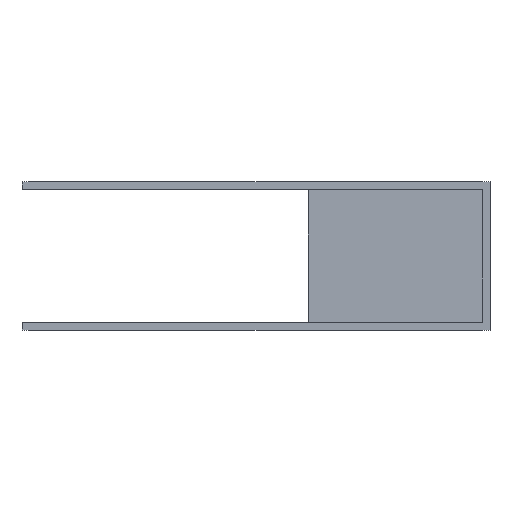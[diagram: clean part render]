
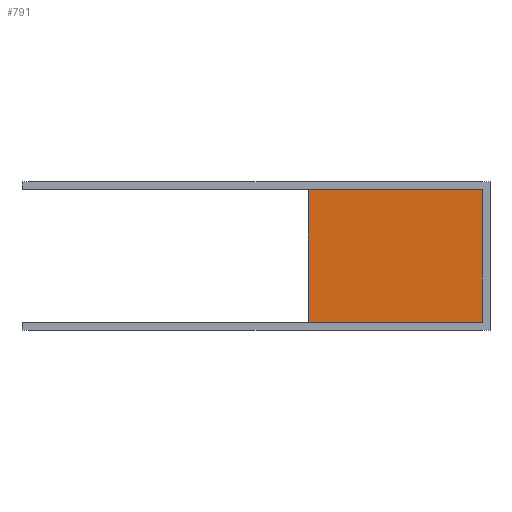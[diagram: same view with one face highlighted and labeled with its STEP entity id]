
A CAD part, top view. The second image highlights one B-rep face of the part: STEP entity #791.
In plain terms, the highlighted planar face has unit normal (0, 0, 1).
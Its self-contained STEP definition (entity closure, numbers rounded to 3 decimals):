
#32 = PLANE('',#33);
#33 = AXIS2_PLACEMENT_3D('',#34,#35,#36);
#34 = CARTESIAN_POINT('',(-870.,255.25,-15.));
#35 = DIRECTION('',(0.,1.,0.));
#36 = DIRECTION('',(0.,0.,1.));
#225 = VERTEX_POINT('',#226);
#226 = CARTESIAN_POINT('',(870.,255.25,7.5));
#240 = PLANE('',#241);
#241 = AXIS2_PLACEMENT_3D('',#242,#243,#244);
#242 = CARTESIAN_POINT('',(870.,-255.25,-15.));
#243 = DIRECTION('',(1.,0.,0.));
#244 = DIRECTION('',(0.,0.,1.));
#252 = EDGE_CURVE('',#253,#225,#255,.T.);
#253 = VERTEX_POINT('',#254);
#254 = CARTESIAN_POINT('',(200.,255.25,7.5));
#255 = SURFACE_CURVE('',#256,(#260,#266),.PCURVE_S1.);
#256 = LINE('',#257,#258);
#257 = CARTESIAN_POINT('',(-335.,255.25,7.5));
#258 = VECTOR('',#259,1.);
#259 = DIRECTION('',(1.,0.,0.));
#260 = PCURVE('',#32,#261);
#261 = DEFINITIONAL_REPRESENTATION('',(#262),#265);
#262 = B_SPLINE_CURVE_WITH_KNOTS('',1,(#263,#264),.UNSPECIFIED.,.F.,.F.,
  (2,2),(535.,1235.),.PIECEWISE_BEZIER_KNOTS.);
#263 = CARTESIAN_POINT('',(22.5,1070.));
#264 = CARTESIAN_POINT('',(22.5,1770.));
#265 = ( GEOMETRIC_REPRESENTATION_CONTEXT(2) 
PARAMETRIC_REPRESENTATION_CONTEXT() REPRESENTATION_CONTEXT('2D SPACE',''
  ) );
#266 = PCURVE('',#267,#272);
#267 = PLANE('',#268);
#268 = AXIS2_PLACEMENT_3D('',#269,#270,#271);
#269 = CARTESIAN_POINT('',(200.,-285.25,7.5));
#270 = DIRECTION('',(0.,0.,1.));
#271 = DIRECTION('',(1.,0.,0.));
#272 = DEFINITIONAL_REPRESENTATION('',(#273),#276);
#273 = B_SPLINE_CURVE_WITH_KNOTS('',1,(#274,#275),.UNSPECIFIED.,.F.,.F.,
  (2,2),(535.,1235.),.PIECEWISE_BEZIER_KNOTS.);
#274 = CARTESIAN_POINT('',(0.,540.5));
#275 = CARTESIAN_POINT('',(700.,540.5));
#276 = ( GEOMETRIC_REPRESENTATION_CONTEXT(2) 
PARAMETRIC_REPRESENTATION_CONTEXT() REPRESENTATION_CONTEXT('2D SPACE',''
  ) );
#293 = PLANE('',#294);
#294 = AXIS2_PLACEMENT_3D('',#295,#296,#297);
#295 = CARTESIAN_POINT('',(200.,-285.25,-7.5));
#296 = DIRECTION('',(1.,0.,0.));
#297 = DIRECTION('',(0.,0.,1.));
#585 = PLANE('',#586);
#586 = AXIS2_PLACEMENT_3D('',#587,#588,#589);
#587 = CARTESIAN_POINT('',(-870.,-255.25,-15.));
#588 = DIRECTION('',(0.,1.,0.));
#589 = DIRECTION('',(0.,0.,1.));
#748 = EDGE_CURVE('',#749,#253,#751,.T.);
#749 = VERTEX_POINT('',#750);
#750 = CARTESIAN_POINT('',(200.,-255.25,7.5));
#751 = SURFACE_CURVE('',#752,(#756,#763),.PCURVE_S1.);
#752 = LINE('',#753,#754);
#753 = CARTESIAN_POINT('',(200.,-285.25,7.5));
#754 = VECTOR('',#755,1.);
#755 = DIRECTION('',(0.,1.,0.));
#756 = PCURVE('',#293,#757);
#757 = DEFINITIONAL_REPRESENTATION('',(#758),#762);
#758 = LINE('',#759,#760);
#759 = CARTESIAN_POINT('',(15.,0.));
#760 = VECTOR('',#761,1.);
#761 = DIRECTION('',(0.,-1.));
#762 = ( GEOMETRIC_REPRESENTATION_CONTEXT(2) 
PARAMETRIC_REPRESENTATION_CONTEXT() REPRESENTATION_CONTEXT('2D SPACE',''
  ) );
#763 = PCURVE('',#267,#764);
#764 = DEFINITIONAL_REPRESENTATION('',(#765),#769);
#765 = LINE('',#766,#767);
#766 = CARTESIAN_POINT('',(0.,0.));
#767 = VECTOR('',#768,1.);
#768 = DIRECTION('',(0.,1.));
#769 = ( GEOMETRIC_REPRESENTATION_CONTEXT(2) 
PARAMETRIC_REPRESENTATION_CONTEXT() REPRESENTATION_CONTEXT('2D SPACE',''
  ) );
#791 = ADVANCED_FACE('',(#792),#267,.T.);
#792 = FACE_BOUND('',#793,.T.);
#793 = EDGE_LOOP('',(#794,#795,#816,#835));
#794 = ORIENTED_EDGE('',*,*,#748,.F.);
#795 = ORIENTED_EDGE('',*,*,#796,.T.);
#796 = EDGE_CURVE('',#749,#797,#799,.T.);
#797 = VERTEX_POINT('',#798);
#798 = CARTESIAN_POINT('',(870.,-255.25,7.5));
#799 = SURFACE_CURVE('',#800,(#804,#810),.PCURVE_S1.);
#800 = LINE('',#801,#802);
#801 = CARTESIAN_POINT('',(-335.,-255.25,7.5));
#802 = VECTOR('',#803,1.);
#803 = DIRECTION('',(1.,0.,0.));
#804 = PCURVE('',#267,#805);
#805 = DEFINITIONAL_REPRESENTATION('',(#806),#809);
#806 = B_SPLINE_CURVE_WITH_KNOTS('',1,(#807,#808),.UNSPECIFIED.,.F.,.F.,
  (2,2),(535.,1235.),.PIECEWISE_BEZIER_KNOTS.);
#807 = CARTESIAN_POINT('',(0.,30.));
#808 = CARTESIAN_POINT('',(700.,30.));
#809 = ( GEOMETRIC_REPRESENTATION_CONTEXT(2) 
PARAMETRIC_REPRESENTATION_CONTEXT() REPRESENTATION_CONTEXT('2D SPACE',''
  ) );
#810 = PCURVE('',#585,#811);
#811 = DEFINITIONAL_REPRESENTATION('',(#812),#815);
#812 = B_SPLINE_CURVE_WITH_KNOTS('',1,(#813,#814),.UNSPECIFIED.,.F.,.F.,
  (2,2),(535.,1235.),.PIECEWISE_BEZIER_KNOTS.);
#813 = CARTESIAN_POINT('',(22.5,1070.));
#814 = CARTESIAN_POINT('',(22.5,1770.));
#815 = ( GEOMETRIC_REPRESENTATION_CONTEXT(2) 
PARAMETRIC_REPRESENTATION_CONTEXT() REPRESENTATION_CONTEXT('2D SPACE',''
  ) );
#816 = ORIENTED_EDGE('',*,*,#817,.F.);
#817 = EDGE_CURVE('',#225,#797,#818,.T.);
#818 = SURFACE_CURVE('',#819,(#823,#829),.PCURVE_S1.);
#819 = LINE('',#820,#821);
#820 = CARTESIAN_POINT('',(870.,-270.25,7.5));
#821 = VECTOR('',#822,1.);
#822 = DIRECTION('',(0.,-1.,0.));
#823 = PCURVE('',#267,#824);
#824 = DEFINITIONAL_REPRESENTATION('',(#825),#828);
#825 = B_SPLINE_CURVE_WITH_KNOTS('',1,(#826,#827),.UNSPECIFIED.,.F.,.F.,
  (2,2),(-525.5,-15.),.PIECEWISE_BEZIER_KNOTS.);
#826 = CARTESIAN_POINT('',(670.,540.5));
#827 = CARTESIAN_POINT('',(670.,30.));
#828 = ( GEOMETRIC_REPRESENTATION_CONTEXT(2) 
PARAMETRIC_REPRESENTATION_CONTEXT() REPRESENTATION_CONTEXT('2D SPACE',''
  ) );
#829 = PCURVE('',#240,#830);
#830 = DEFINITIONAL_REPRESENTATION('',(#831),#834);
#831 = B_SPLINE_CURVE_WITH_KNOTS('',1,(#832,#833),.UNSPECIFIED.,.F.,.F.,
  (2,2),(-525.5,-15.),.PIECEWISE_BEZIER_KNOTS.);
#832 = CARTESIAN_POINT('',(22.5,-510.5));
#833 = CARTESIAN_POINT('',(22.5,0.));
#834 = ( GEOMETRIC_REPRESENTATION_CONTEXT(2) 
PARAMETRIC_REPRESENTATION_CONTEXT() REPRESENTATION_CONTEXT('2D SPACE',''
  ) );
#835 = ORIENTED_EDGE('',*,*,#252,.F.);
